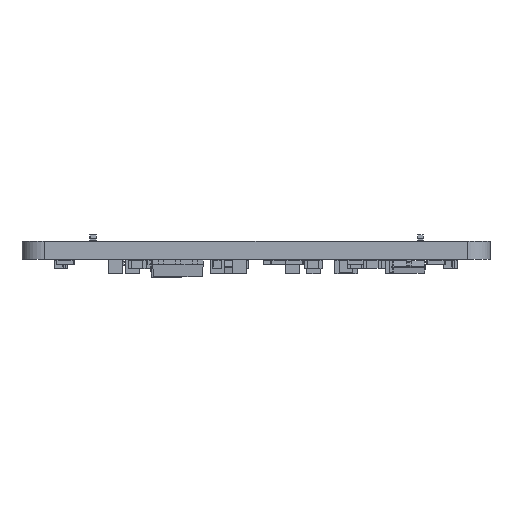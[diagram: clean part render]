
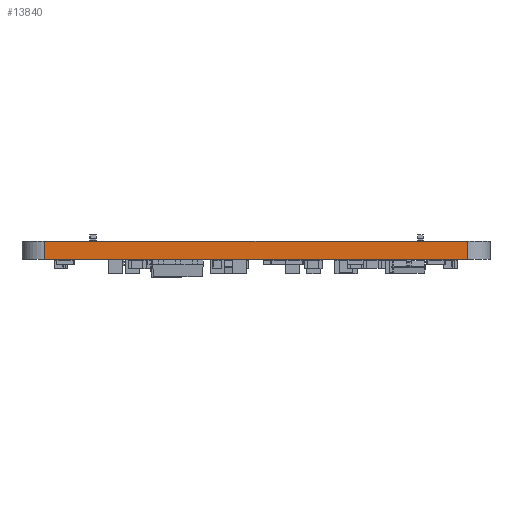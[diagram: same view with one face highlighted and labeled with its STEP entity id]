
A CAD part, left-side view. The second image highlights one B-rep face of the part: STEP entity #13840.
In plain terms, the highlighted planar face has unit normal (-1, 0, 0).
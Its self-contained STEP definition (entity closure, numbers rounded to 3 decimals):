
#13153 = VERTEX_POINT('',#13154);
#13154 = CARTESIAN_POINT('',(64.52,-108.175,0.));
#13161 = EDGE_CURVE('',#13153,#13162,#13164,.T.);
#13162 = VERTEX_POINT('',#13163);
#13163 = CARTESIAN_POINT('',(64.52,-70.675,0.));
#13164 = LINE('',#13165,#13166);
#13165 = CARTESIAN_POINT('',(64.52,-108.175,0.));
#13166 = VECTOR('',#13167,1.);
#13167 = DIRECTION('',(0.,1.,0.));
#13479 = VERTEX_POINT('',#13480);
#13480 = CARTESIAN_POINT('',(64.52,-108.175,1.6));
#13487 = EDGE_CURVE('',#13479,#13488,#13490,.T.);
#13488 = VERTEX_POINT('',#13489);
#13489 = CARTESIAN_POINT('',(64.52,-70.675,1.6));
#13490 = LINE('',#13491,#13492);
#13491 = CARTESIAN_POINT('',(64.52,-108.175,1.6));
#13492 = VECTOR('',#13493,1.);
#13493 = DIRECTION('',(0.,1.,0.));
#13827 = EDGE_CURVE('',#13162,#13488,#13828,.T.);
#13828 = LINE('',#13829,#13830);
#13829 = CARTESIAN_POINT('',(64.52,-70.675,0.));
#13830 = VECTOR('',#13831,1.);
#13831 = DIRECTION('',(0.,0.,1.));
#13840 = ADVANCED_FACE('',(#13841),#13852,.T.);
#13841 = FACE_BOUND('',#13842,.T.);
#13842 = EDGE_LOOP('',(#13843,#13849,#13850,#13851));
#13843 = ORIENTED_EDGE('',*,*,#13844,.T.);
#13844 = EDGE_CURVE('',#13153,#13479,#13845,.T.);
#13845 = LINE('',#13846,#13847);
#13846 = CARTESIAN_POINT('',(64.52,-108.175,0.));
#13847 = VECTOR('',#13848,1.);
#13848 = DIRECTION('',(0.,0.,1.));
#13849 = ORIENTED_EDGE('',*,*,#13487,.T.);
#13850 = ORIENTED_EDGE('',*,*,#13827,.F.);
#13851 = ORIENTED_EDGE('',*,*,#13161,.F.);
#13852 = PLANE('',#13853);
#13853 = AXIS2_PLACEMENT_3D('',#13854,#13855,#13856);
#13854 = CARTESIAN_POINT('',(64.52,-108.175,0.));
#13855 = DIRECTION('',(-1.,0.,0.));
#13856 = DIRECTION('',(0.,1.,0.));
